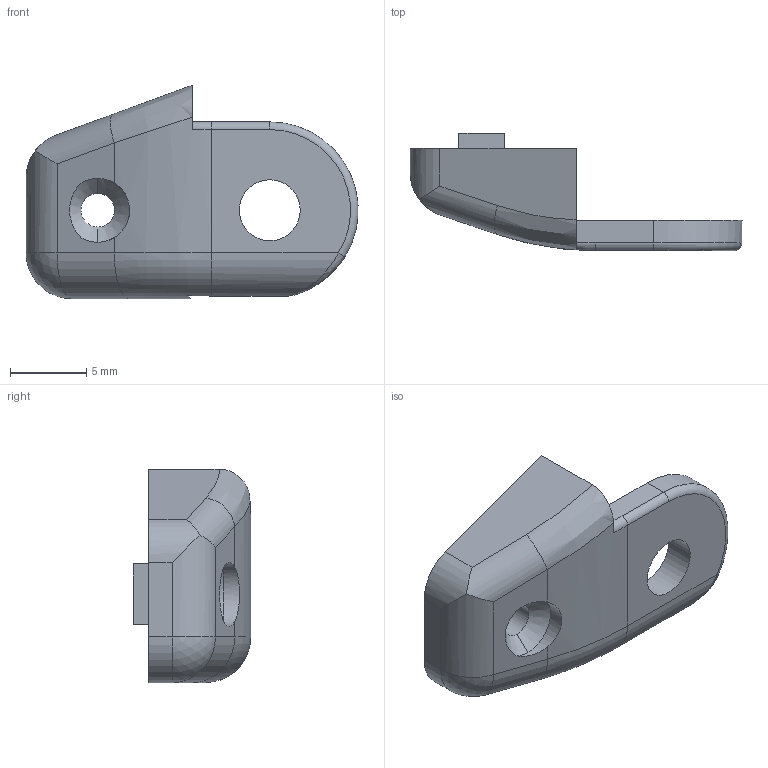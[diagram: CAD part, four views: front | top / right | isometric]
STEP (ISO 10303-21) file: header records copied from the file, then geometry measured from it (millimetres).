
FILE_DESCRIPTION((''),'2;1');
FILE_NAME('GLIED3_LINKS','2025-07-13T12:35:48',('Mathias'),(''),'CREO PARAMETRIC BY PTC INC, 2023073','CREO PARAMETRIC BY PTC INC, 2023073','');
FILE_SCHEMA(('CONFIG_CONTROL_DESIGN'));
Length unit declared in the file: millimetre
Products named in the file (1): GLIED3_LINKS
Bounding box: 21.79 x 7.7 x 14 mm (x, y, z)
Volume: 736.3 mm3; surface area: 776.3 mm2
Topology: 1 solids, 1 shells, 37 faces, 96 edges, 61 vertices
Faces by surface type: cylinder 15, plane 14, torus 3, bspline 2, cone 2, sphere 1
Entity records: 1371 total; most frequent: CARTESIAN_POINT 428, ORIENTED_EDGE 192, DIRECTION 183, EDGE_CURVE 96, AXIS2_PLACEMENT_3D 68, VERTEX_POINT 61, VECTOR 47, LINE 47
